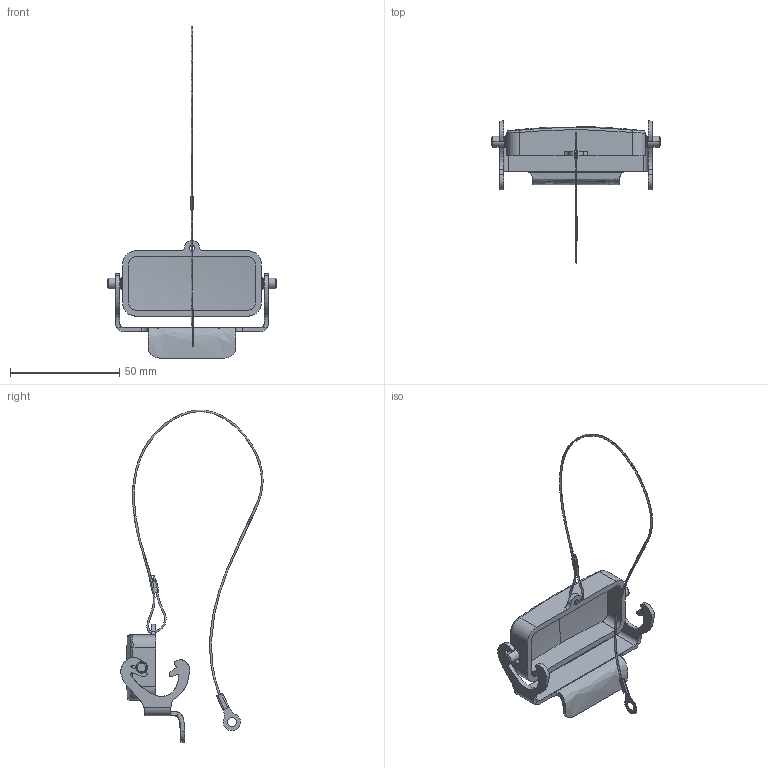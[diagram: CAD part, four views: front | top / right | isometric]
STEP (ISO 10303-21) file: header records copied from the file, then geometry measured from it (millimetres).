
FILE_DESCRIPTION (( 'STEP AP214' ), '1' );
FILE_NAME ('ZP-MC10A-2-SCVLM.step', '2015-08-12T18:14:55', ( '' ), ( '' ), 'SwSTEP 2.0', 'SolidWorks 2014', '' );
FILE_SCHEMA (( 'AUTOMOTIVE_DESIGN' ));
Length unit declared in the file: millimetre
Products named in the file (1): ZP-MC10A-2-SCVLM
Bounding box: 77.18 x 65.03 x 151.66 mm (x, y, z)
Volume: 16027.5 mm3; surface area: 13347 mm2
Topology: 5 solids, 5 shells, 127 faces, 323 edges, 204 vertices
Faces by surface type: plane 49, cylinder 46, bspline 20, cone 8, torus 4
Entity records: 6517 total; most frequent: CARTESIAN_POINT 2961, ORIENTED_EDGE 638, DIRECTION 569, EDGE_CURVE 319, AXIS2_PLACEMENT_3D 210, VERTEX_POINT 204, VECTOR 149, LINE 149
